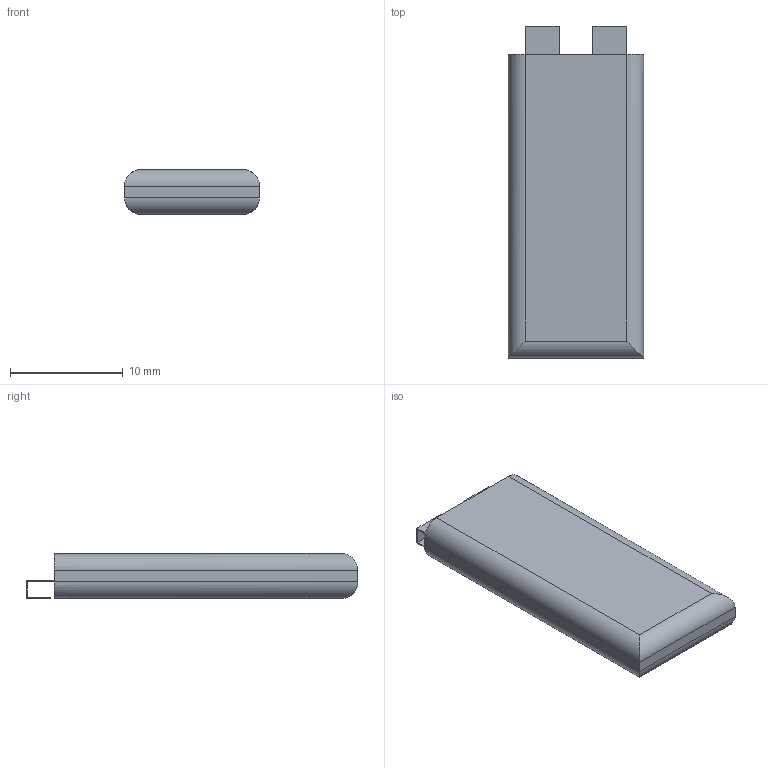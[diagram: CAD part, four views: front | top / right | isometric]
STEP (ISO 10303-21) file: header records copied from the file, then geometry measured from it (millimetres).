
FILE_DESCRIPTION(('FreeCAD Model'),'2;1');
FILE_NAME( 'Battery_401230.step', '2020-10-13T19:56:25',('Author'),(''), 'Open CASCADE STEP processor 7.3','FreeCAD','Unknown');
FILE_SCHEMA(('AUTOMOTIVE_DESIGN { 1 0 10303 214 1 1 1 1 }'));
Length unit declared in the file: millimetre
Products named in the file (2): Array; Fillet001
Bounding box: 12 x 29.5 x 4 mm (x, y, z)
Volume: 1237.2 mm3; surface area: 948.7 mm2
Topology: 3 solids, 3 shells, 32 faces, 74 edges, 48 vertices
Faces by surface type: plane 26, cylinder 6
Entity records: 1959 total; most frequent: CARTESIAN_POINT 385, DIRECTION 285, LINE 202, VECTOR 202, ORIENTED_EDGE 148, PCURVE 148, DEFINITIONAL_REPRESENTATION 148, EDGE_CURVE 74
